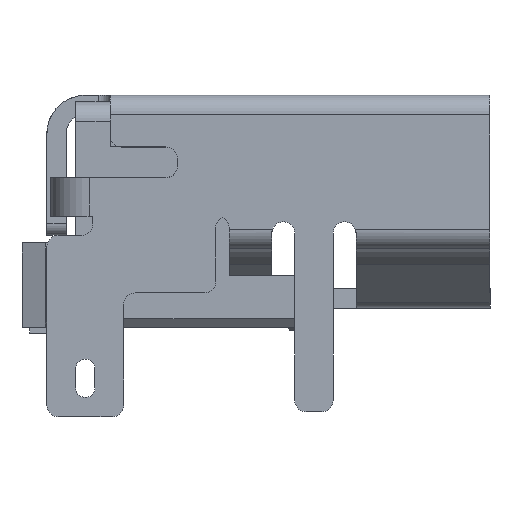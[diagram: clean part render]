
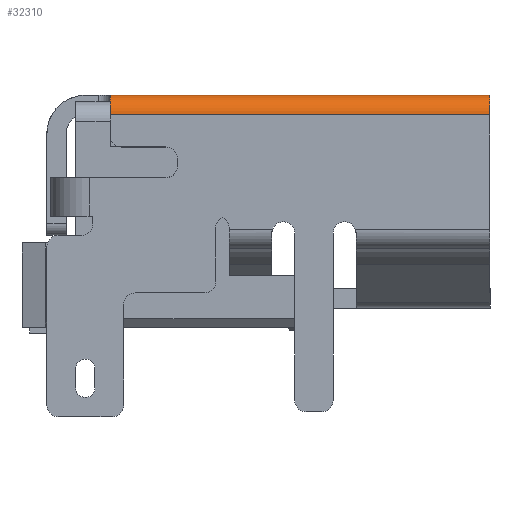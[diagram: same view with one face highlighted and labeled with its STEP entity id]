
A CAD part, left-side view. The second image highlights one B-rep face of the part: STEP entity #32310.
In plain terms, the highlighted cylindrical face has radius 0.51 mm (diameter 1.02 mm), a partial arc.
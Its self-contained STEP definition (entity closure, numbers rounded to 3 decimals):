
#2646=LINE('',#47865,#6013);
#2647=LINE('',#47869,#6014);
#6013=VECTOR('',#39585,1000.);
#6014=VECTOR('',#39590,1000.);
#11795=ORIENTED_EDGE('',*,*,#18533,.T.);
#11796=ORIENTED_EDGE('',*,*,#18578,.T.);
#11797=ORIENTED_EDGE('',*,*,#18579,.F.);
#11798=ORIENTED_EDGE('',*,*,#18580,.F.);
#18533=EDGE_CURVE('',#22167,#22170,#24094,.T.);
#18578=EDGE_CURVE('',#22170,#22195,#2646,.T.);
#18579=EDGE_CURVE('',#22196,#22195,#24107,.T.);
#18580=EDGE_CURVE('',#22167,#22196,#2647,.T.);
#22167=VERTEX_POINT('',#47770);
#22170=VERTEX_POINT('',#47777);
#22195=VERTEX_POINT('',#47864);
#22196=VERTEX_POINT('',#47868);
#24094=CIRCLE('',#34359,0.51);
#24107=CIRCLE('',#34390,0.51);
#25127=EDGE_LOOP('',(#11795,#11796,#11797,#11798));
#26634=FACE_BOUND('',#25127,.T.);
#27672=CYLINDRICAL_SURFACE('',#34389,0.51);
#32310=ADVANCED_FACE('',(#26634),#27672,.T.);
#34359=AXIS2_PLACEMENT_3D('',#47778,#39493,#39494);
#34389=AXIS2_PLACEMENT_3D('',#47866,#39586,#39587);
#34390=AXIS2_PLACEMENT_3D('',#47867,#39588,#39589);
#39493=DIRECTION('',(0.,1.,0.));
#39494=DIRECTION('',(0.,0.,-1.));
#39585=DIRECTION('',(0.,1.,0.));
#39586=DIRECTION('',(0.,1.,0.));
#39587=DIRECTION('',(0.,0.,-1.));
#39588=DIRECTION('',(0.,1.,0.));
#39589=DIRECTION('',(-1.,0.,0.));
#39590=DIRECTION('',(0.,1.,0.));
#47770=CARTESIAN_POINT('',(6.99,-1.1,2.035));
#47777=CARTESIAN_POINT('',(7.5,-1.1,1.525));
#47778=CARTESIAN_POINT('',(6.99,-1.1,1.525));
#47864=CARTESIAN_POINT('',(7.5,8.8,1.525));
#47865=CARTESIAN_POINT('',(7.5,-3.2,1.525));
#47866=CARTESIAN_POINT('',(6.99,-3.2,1.525));
#47867=CARTESIAN_POINT('',(6.99,8.8,1.525));
#47868=CARTESIAN_POINT('',(6.99,8.8,2.035));
#47869=CARTESIAN_POINT('',(6.99,-3.2,2.035));
